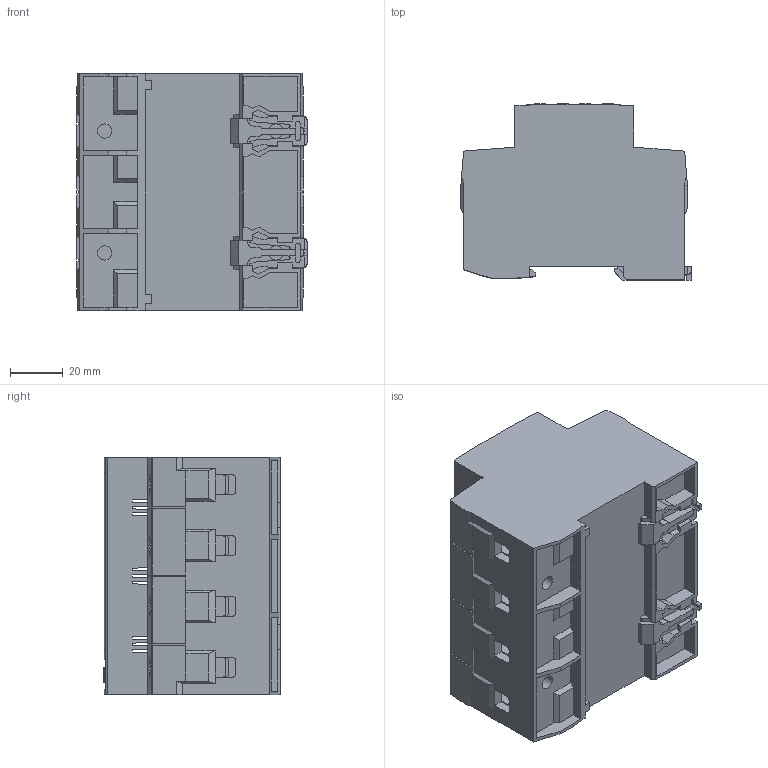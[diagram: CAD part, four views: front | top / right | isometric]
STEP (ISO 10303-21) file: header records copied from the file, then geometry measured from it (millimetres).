
FILE_DESCRIPTION (( 'STEP AP214' ), '1' );
FILE_NAME ('mrva-3-63A-v2.ÃÌ Òðåõôàçíîå ðåëå íàïðÿæåíèÿ è òîêà ñ äèñï. MRVA 63A EKF.STEP', '2024-11-18T14:29:19', ( '' ), ( '' ), 'SwSTEP 2.0', 'SolidWorks 2021', '' );
FILE_SCHEMA (( 'AUTOMOTIVE_DESIGN' ));
Length unit declared in the file: millimetre
Products named in the file (1): mrva-3-63A-v2.ÃÌ Òðåõôàçíîå ðåëå íàïðÿæåíèÿ è òîêà ñ äèñï. MRVA 63A EKF
Bounding box: 86.9 x 66.8 x 89.5 mm (x, y, z)
Volume: 385956.6 mm3; surface area: 70439.1 mm2
Topology: 24 solids, 24 shells, 1121 faces, 2996 edges, 1960 vertices
Faces by surface type: plane 808, cylinder 240, bspline 57, torus 16
Entity records: 38630 total; most frequent: CARTESIAN_POINT 8616, ORIENTED_EDGE 5992, DIRECTION 5442, EDGE_CURVE 2996, LINE 2260, VECTOR 2260, VERTEX_POINT 1960, AXIS2_PLACEMENT_3D 1591
